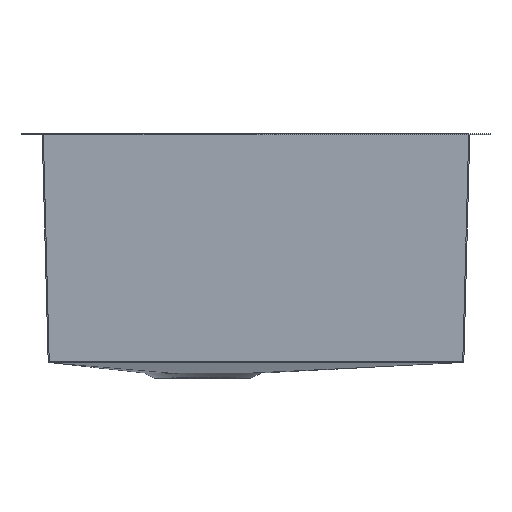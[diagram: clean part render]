
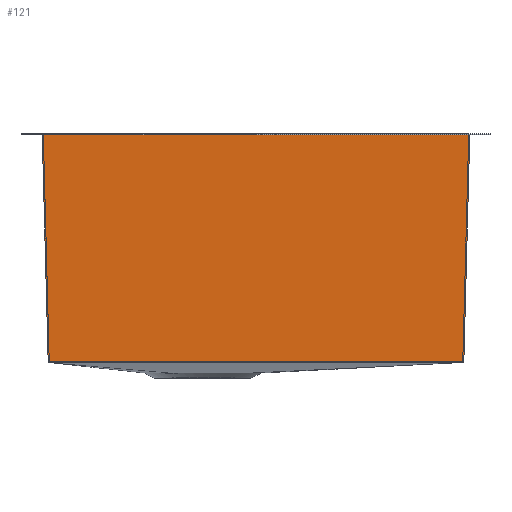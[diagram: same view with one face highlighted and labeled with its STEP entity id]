
A CAD part, left-side view. The second image highlights one B-rep face of the part: STEP entity #121.
In plain terms, the highlighted planar face has unit normal (-1, 0, -0.026).
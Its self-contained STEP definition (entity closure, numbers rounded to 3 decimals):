
#98=B_SPLINE_CURVE_WITH_KNOTS('',3,(#1909,#1910,#1911,#1912),.UNSPECIFIED.,
.F.,.F.,(4,4),(0.,1.),.UNSPECIFIED.);
#121=ADVANCED_FACE('',(#160),#137,.F.);
#137=PLANE('',#582);
#160=FACE_OUTER_BOUND('',#199,.T.);
#199=EDGE_LOOP('',(#326,#327,#328,#329));
#326=ORIENTED_EDGE('',*,*,#491,.F.);
#327=ORIENTED_EDGE('',*,*,#509,.F.);
#328=ORIENTED_EDGE('',*,*,#508,.T.);
#329=ORIENTED_EDGE('',*,*,#510,.T.);
#417=VERTEX_POINT('',#1490);
#418=VERTEX_POINT('',#1491);
#427=VERTEX_POINT('',#1664);
#430=VERTEX_POINT('',#1806);
#491=EDGE_CURVE('',#417,#418,#533,.T.);
#508=EDGE_CURVE('',#430,#427,#98,.T.);
#509=EDGE_CURVE('',#430,#417,#537,.T.);
#510=EDGE_CURVE('',#427,#418,#538,.T.);
#533=LINE('',#1489,#561);
#537=LINE('',#2004,#565);
#538=LINE('',#2005,#566);
#561=VECTOR('',#626,1.);
#565=VECTOR('',#634,1.);
#566=VECTOR('',#635,1.);
#582=AXIS2_PLACEMENT_3D('',#2006,#636,#637);
#626=DIRECTION('',(0.,-1.,0.));
#634=DIRECTION('',(-0.026,0.026,0.999));
#635=DIRECTION('',(-0.026,-0.026,0.999));
#636=DIRECTION('',(1.,0.,0.026));
#637=DIRECTION('',(0.026,0.,-1.));
#1489=CARTESIAN_POINT('',(-250.974,220.,-1.));
#1490=CARTESIAN_POINT('',(-250.974,200.974,-1.));
#1491=CARTESIAN_POINT('',(-250.974,-200.974,-1.));
#1664=CARTESIAN_POINT('',(-245.37,-195.37,-215.));
#1806=CARTESIAN_POINT('',(-245.37,195.37,-215.));
#1909=CARTESIAN_POINT('',(-245.37,195.37,-215.));
#1910=CARTESIAN_POINT('',(-245.37,65.123,-215.));
#1911=CARTESIAN_POINT('',(-245.37,-65.123,-215.));
#1912=CARTESIAN_POINT('',(-245.37,-195.37,-215.));
#2004=CARTESIAN_POINT('',(-250.828,200.828,-6.59));
#2005=CARTESIAN_POINT('',(-250.862,-200.862,-5.282));
#2006=CARTESIAN_POINT('',(-251.,0.,-0.026));
